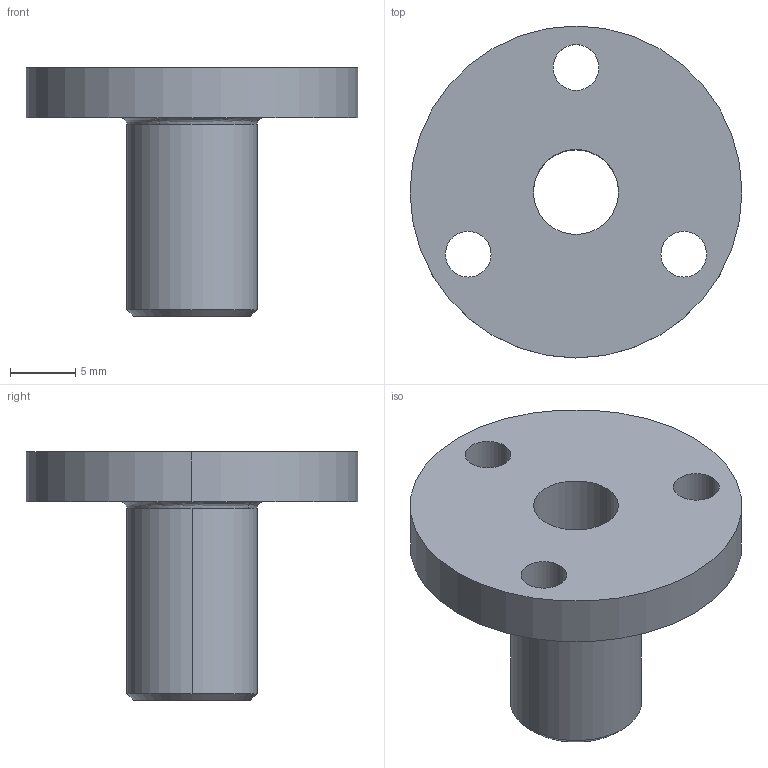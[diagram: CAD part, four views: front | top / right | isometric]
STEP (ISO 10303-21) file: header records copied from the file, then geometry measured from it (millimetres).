
FILE_DESCRIPTION (( 'STEP AP214' ), '1' );
FILE_NAME ('STP-LA-NRFC.STEP', '2020-11-02T14:34:03', ( '' ), ( '' ), 'SwSTEP 2.0', 'SolidWorks 2017', '' );
FILE_SCHEMA (( 'AUTOMOTIVE_DESIGN' ));
Length unit declared in the file: millimetre
Products named in the file (1): STP-LA-NRFC
Bounding box: 25.4 x 25.4 x 19 mm (x, y, z)
Volume: 2381.1 mm3; surface area: 2168 mm2
Topology: 1 solids, 1 shells, 20 faces, 50 edges, 33 vertices
Faces by surface type: cylinder 12, cone 3, plane 3, bspline 2
Entity records: 849 total; most frequent: CARTESIAN_POINT 296, DIRECTION 119, ORIENTED_EDGE 100, AXIS2_PLACEMENT_3D 52, EDGE_CURVE 50, CIRCLE 33, VERTEX_POINT 33, EDGE_LOOP 29
